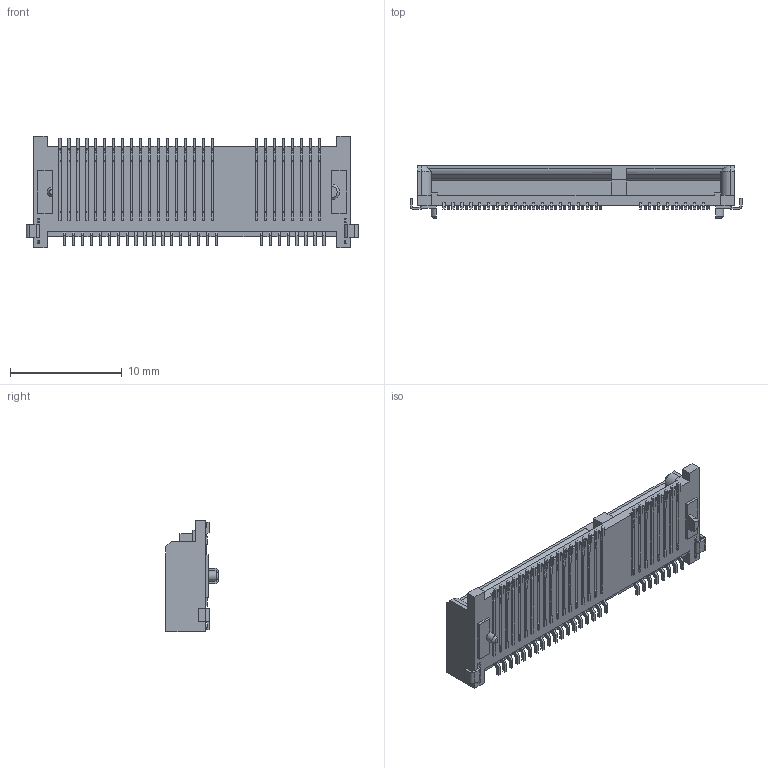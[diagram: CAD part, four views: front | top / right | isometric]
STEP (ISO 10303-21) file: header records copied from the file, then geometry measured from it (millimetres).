
FILE_DESCRIPTION (( 'STEP AP203' ), '1' );
FILE_NAME ('K3D-MM60-52B1-B1-R2 JAE Connector Division Proprietary.STEP', '2009-01-23T00:20:36', ( '' ), ( '' ), 'SwSTEP 2.0', 'SolidWorks 2008', '' );
FILE_SCHEMA (( 'CONFIG_CONTROL_DESIGN' ));
Length unit declared in the file: millimetre
Products named in the file (1): K3D-MM60-52B1-B1-R2 JAE Connector Division Proprietary
Bounding box: 29.7 x 4.7 x 10 mm (x, y, z)
Volume: 624.5 mm3; surface area: 989.9 mm2
Topology: 1 solids, 1 shells, 938 faces, 2681 edges, 1780 vertices
Faces by surface type: plane 754, cylinder 180, cone 4
Entity records: 30350 total; most frequent: CARTESIAN_POINT 5406, ORIENTED_EDGE 5362, DIRECTION 4921, EDGE_CURVE 2681, VECTOR 2315, LINE 2315, VERTEX_POINT 1780, AXIS2_PLACEMENT_3D 1303
